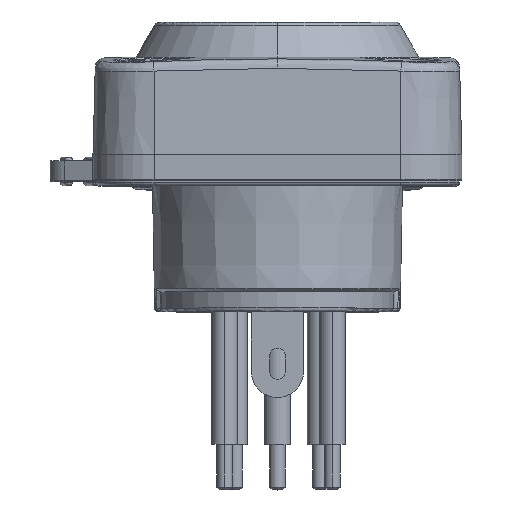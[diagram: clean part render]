
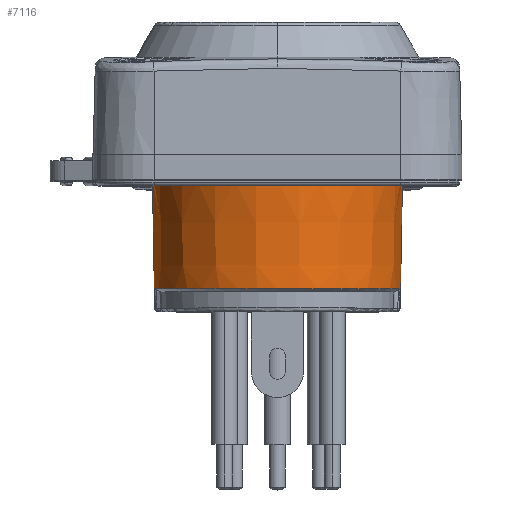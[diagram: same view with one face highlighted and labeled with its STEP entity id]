
A CAD part, top view. The second image highlights one B-rep face of the part: STEP entity #7116.
In plain terms, the highlighted conical face has half-angle 1 degrees and reference radius 9.538 mm.
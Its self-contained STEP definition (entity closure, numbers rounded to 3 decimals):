
#1270=CARTESIAN_POINT('',(0.,8.1,0.));
#1271=DIRECTION('',(0.,-1.,0.));
#1272=DIRECTION('',(1.,0.,0.));
#1273=AXIS2_PLACEMENT_3D('',#1270,#1271,#1272);
#1280=DIRECTION('',(-0.017,-1.,0.));
#1281=VECTOR('',#1280,9.807);
#1282=CARTESIAN_POINT('',(9.624,8.1,0.));
#1283=LINE('',#1282,#1281);
#1284=CARTESIAN_POINT('',(9.414,-1.705,
0.851));
#1285=CARTESIAN_POINT('',(9.417,-1.542,
0.854));
#1286=CARTESIAN_POINT('',(9.422,-1.215,
0.862));
#1287=CARTESIAN_POINT('',(9.429,-0.725,
0.872));
#1288=CARTESIAN_POINT('',(9.435,-0.398,
0.88));
#1289=CARTESIAN_POINT('',(9.437,-0.235,
0.883));
#1291=CARTESIAN_POINT('',(-9.437,-0.235,
0.883));
#1292=CARTESIAN_POINT('',(-9.435,-0.398,
0.88));
#1293=CARTESIAN_POINT('',(-9.429,-0.725,
0.872));
#1294=CARTESIAN_POINT('',(-9.422,-1.215,
0.862));
#1295=CARTESIAN_POINT('',(-9.417,-1.542,
0.854));
#1296=CARTESIAN_POINT('',(-9.414,-1.705,
0.851));
#1298=DIRECTION('',(-0.017,1.,0.));
#1299=VECTOR('',#1298,9.807);
#1300=CARTESIAN_POINT('',(-9.453,-1.705,0.));
#1301=LINE('',#1300,#1299);
#1360=CARTESIAN_POINT('',(0.,-1.705,0.));
#1361=DIRECTION('',(0.,1.,0.));
#1362=DIRECTION('',(-1.,0.,0.));
#1363=AXIS2_PLACEMENT_3D('',#1360,#1361,#1362);
#1365=CARTESIAN_POINT('',(0.,-1.705,0.));
#1366=DIRECTION('',(0.,1.,0.));
#1367=DIRECTION('',(-1.,0.,0.008));
#1368=AXIS2_PLACEMENT_3D('',#1365,#1366,#1367);
#1466=CARTESIAN_POINT('',(0.,-1.705,0.));
#1467=DIRECTION('',(0.,1.,0.));
#1468=DIRECTION('',(0.996,0.,0.09));
#1469=AXIS2_PLACEMENT_3D('',#1466,#1467,#1468);
#1471=CARTESIAN_POINT('',(0.,-1.705,0.));
#1472=DIRECTION('',(0.,1.,0.));
#1473=DIRECTION('',(1.,0.,0.009));
#1474=AXIS2_PLACEMENT_3D('',#1471,#1472,#1473);
#1646=CARTESIAN_POINT('',(0.,-0.235,0.));
#1647=DIRECTION('',(0.,1.,0.));
#1648=DIRECTION('',(-0.996,0.,0.093));
#1649=AXIS2_PLACEMENT_3D('',#1646,#1647,#1648);
#1651=CARTESIAN_POINT('',(0.,-0.235,0.));
#1652=DIRECTION('',(0.,1.,0.));
#1653=DIRECTION('',(0.,0.,1.));
#1654=AXIS2_PLACEMENT_3D('',#1651,#1652,#1653);
#4674=CARTESIAN_POINT('',(9.624,8.1,0.));
#4675=CARTESIAN_POINT('',(-9.624,8.1,0.));
#4676=VERTEX_POINT('',#4674);
#4677=VERTEX_POINT('',#4675);
#4678=CARTESIAN_POINT('',(9.453,-1.705,0.));
#4679=VERTEX_POINT('',#4678);
#4680=CARTESIAN_POINT('',(9.452,-1.705,
0.081));
#4681=VERTEX_POINT('',#4680);
#4682=CARTESIAN_POINT('',(9.414,-1.705,
0.851));
#4683=VERTEX_POINT('',#4682);
#4684=VERTEX_POINT('',#1289);
#4685=CARTESIAN_POINT('',(0.,-0.235,9.478));
#4686=VERTEX_POINT('',#4685);
#4687=CARTESIAN_POINT('',(-9.437,-0.235,
0.883));
#4688=VERTEX_POINT('',#4687);
#4689=VERTEX_POINT('',#1296);
#4690=CARTESIAN_POINT('',(-9.452,-1.705,
0.074));
#4691=VERTEX_POINT('',#4690);
#4692=CARTESIAN_POINT('',(-9.453,-1.705,0.));
#4693=VERTEX_POINT('',#4692);
#7088=CARTESIAN_POINT('',(0.,3.197,0.));
#7089=DIRECTION('',(0.,1.,0.));
#7090=DIRECTION('',(-1.,0.,0.));
#7091=AXIS2_PLACEMENT_3D('',#7088,#7089,#7090);
#7092=CONICAL_SURFACE('',#7091,9.538,1.);
#7093=ORIENTED_EDGE('',*,*,#7081,.F.);
#7095=ORIENTED_EDGE('',*,*,#7094,.T.);
#7097=ORIENTED_EDGE('',*,*,#7096,.F.);
#7099=ORIENTED_EDGE('',*,*,#7098,.F.);
#7101=ORIENTED_EDGE('',*,*,#7100,.T.);
#7103=ORIENTED_EDGE('',*,*,#7102,.F.);
#7105=ORIENTED_EDGE('',*,*,#7104,.F.);
#7107=ORIENTED_EDGE('',*,*,#7106,.T.);
#7109=ORIENTED_EDGE('',*,*,#7108,.F.);
#7111=ORIENTED_EDGE('',*,*,#7110,.F.);
#7113=ORIENTED_EDGE('',*,*,#7112,.T.);
#7114=EDGE_LOOP('',(#7093,#7095,#7097,#7099,#7101,#7103,#7105,#7107,#7109,#7111,
#7113));
#7115=FACE_OUTER_BOUND('',#7114,.F.);
#7116=ADVANCED_FACE('',(#7115),#7092,.T.);
#1274=CIRCLE('',#1273,9.624);
#1290=B_SPLINE_CURVE_WITH_KNOTS('',3,(#1284,#1285,#1286,#1287,#1288,#1289),
.UNSPECIFIED.,.F.,.F.,(4,1,1,4),(0.,0.333,0.667,1.),
.UNSPECIFIED.);
#1297=B_SPLINE_CURVE_WITH_KNOTS('',3,(#1291,#1292,#1293,#1294,#1295,#1296),
.UNSPECIFIED.,.F.,.F.,(4,1,1,4),(0.,0.333,0.667,1.),
.UNSPECIFIED.);
#1364=CIRCLE('',#1363,9.453);
#1369=CIRCLE('',#1368,9.453);
#1470=CIRCLE('',#1469,9.453);
#1475=CIRCLE('',#1474,9.453);
#1650=CIRCLE('',#1649,9.478);
#1655=CIRCLE('',#1654,9.478);
#7081=EDGE_CURVE('',#4676,#4677,#1274,.T.);
#7094=EDGE_CURVE('',#4676,#4679,#1283,.T.);
#7096=EDGE_CURVE('',#4681,#4679,#1475,.T.);
#7098=EDGE_CURVE('',#4683,#4681,#1470,.T.);
#7100=EDGE_CURVE('',#4683,#4684,#1290,.T.);
#7102=EDGE_CURVE('',#4686,#4684,#1655,.T.);
#7104=EDGE_CURVE('',#4688,#4686,#1650,.T.);
#7106=EDGE_CURVE('',#4688,#4689,#1297,.T.);
#7108=EDGE_CURVE('',#4691,#4689,#1369,.T.);
#7110=EDGE_CURVE('',#4693,#4691,#1364,.T.);
#7112=EDGE_CURVE('',#4693,#4677,#1301,.T.);
